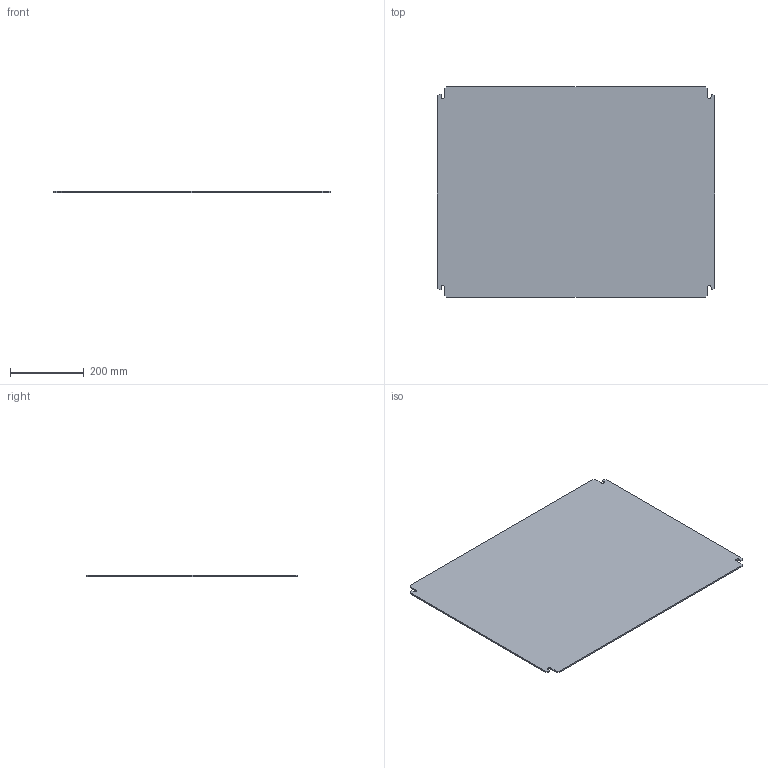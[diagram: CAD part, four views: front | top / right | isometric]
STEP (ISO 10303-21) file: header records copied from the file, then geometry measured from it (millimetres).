
FILE_DESCRIPTION(/* description */ (''),/* implementation_level */ '2;1');
FILE_NAME(/* name */ 'PLB6080.stp',/* time_stamp */ '2016-08-12T14:31:01+02:00',/* author */ (''),/* organization */ (''),/* preprocessor_version */ 'ST-DEVELOPER v15',/* originating_system */ 'SIEMENS PLM Software NX 9.0',/* authorisation */ '');
FILE_SCHEMA (('CONFIG_CONTROL_DESIGN'));
Length unit declared in the file: millimetre
Products named in the file (2): Placa_600x800_cod_66822; PL6080_stp
Assembly tree (1 placements, depth 2):
  PL6080_stp
    Placa_600x800_cod_66822
Bounding box: 750 x 570 x 4 mm (x, y, z)
Volume: 1701459.1 mm3; surface area: 861503.1 mm2
Topology: 1 solids, 1 shells, 30 faces, 84 edges, 56 vertices
Faces by surface type: plane 26, cylinder 4
Entity records: 1151 total; most frequent: CARTESIAN_POINT 172, ORIENTED_EDGE 168, DIRECTION 156, EDGE_CURVE 84, LINE 76, VECTOR 76, VERTEX_POINT 56, AXIS2_PLACEMENT_3D 40
